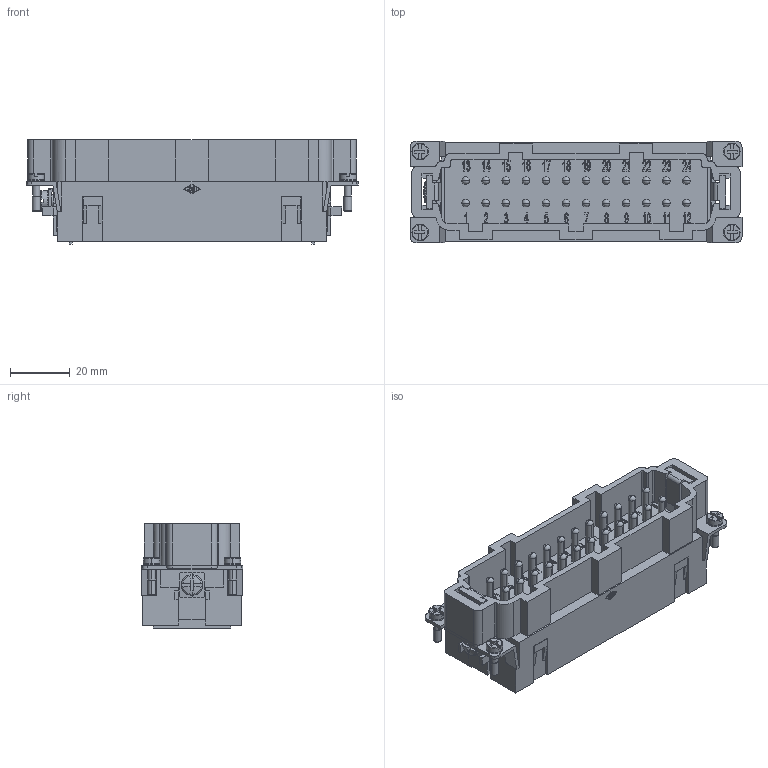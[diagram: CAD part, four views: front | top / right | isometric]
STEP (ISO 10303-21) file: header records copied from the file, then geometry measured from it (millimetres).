
FILE_DESCRIPTION((''),'2;1');
FILE_NAME('CSEM 24.stp','2006-11-02T10:11:33',('gembarski'),(''),'Autodesk Inventor 7','Autodesk Inventor 7','');
FILE_SCHEMA(('AUTOMOTIVE_DESIGN { 1 0 10303 214 1 1 1 1 }'));
Length unit declared in the file: millimetre
Products named in the file (1): CSEM Kontakteinsätze mit Käfigzugfederanschluss
Bounding box: 110.8 x 34 x 35 mm (x, y, z)
Volume: 66424.5 mm3; surface area: 32456.5 mm2
Topology: 1 solids, 1 shells, 2133 faces, 5743 edges, 3728 vertices
Faces by surface type: bspline 941, plane 876, cylinder 196, cone 56, sphere 50, torus 14
Entity records: 69710 total; most frequent: CARTESIAN_POINT 21254, ORIENTED_EDGE 11294, DIRECTION 7581, EDGE_CURVE 5647, VECTOR 3763, LINE 3763, VERTEX_POINT 3728, EDGE_LOOP 2365
